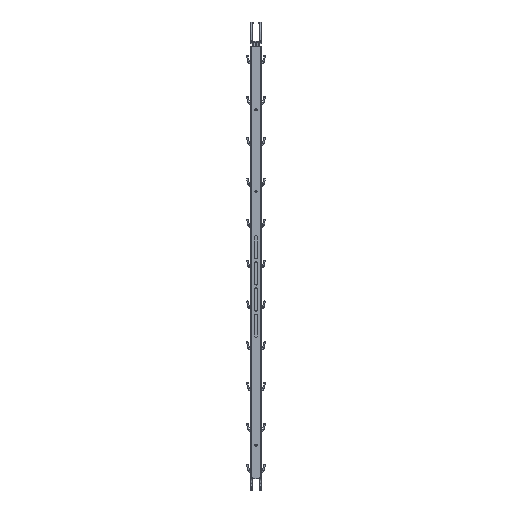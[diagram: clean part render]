
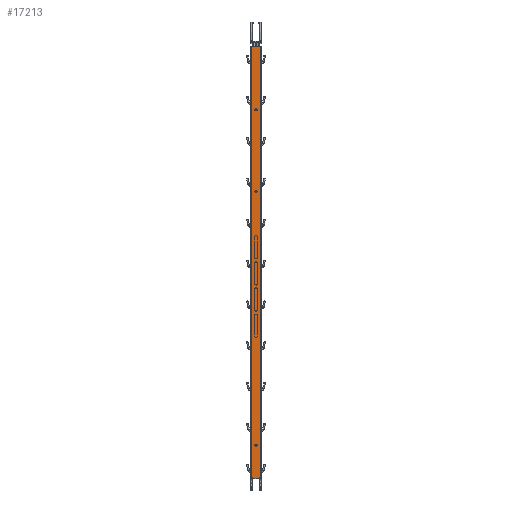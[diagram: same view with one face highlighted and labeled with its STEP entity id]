
A CAD part, front view. The second image highlights one B-rep face of the part: STEP entity #17213.
In plain terms, the highlighted planar face has unit normal (0, -1, 0).
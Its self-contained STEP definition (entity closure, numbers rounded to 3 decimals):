
#1470=FACE_OUTER_BOUND('',#2581,.T.);
#2581=EDGE_LOOP('',(#11825,#11826,#11827,#11828,#11829,#11830,#11831,#11832));
#5117=LINE('',#25671,#6213);
#5121=LINE('',#25678,#6217);
#5190=LINE('',#25927,#6286);
#5191=LINE('',#25930,#6287);
#5192=LINE('',#25932,#6288);
#5193=LINE('',#25934,#6289);
#5194=LINE('',#25935,#6290);
#5195=LINE('',#25936,#6291);
#6213=VECTOR('',#20469,1.);
#6217=VECTOR('',#20475,1.);
#6286=VECTOR('',#20674,1.);
#6287=VECTOR('',#20677,1.);
#6288=VECTOR('',#20678,1.);
#6289=VECTOR('',#20679,1.);
#6290=VECTOR('',#20680,1.);
#6291=VECTOR('',#20681,1.);
#7283=VERTEX_POINT('',#25552);
#7290=VERTEX_POINT('',#25576);
#7312=VERTEX_POINT('',#25669);
#7360=VERTEX_POINT('',#25792);
#7421=VERTEX_POINT('',#25925);
#7422=VERTEX_POINT('',#25929);
#7423=VERTEX_POINT('',#25931);
#7424=VERTEX_POINT('',#25933);
#8976=EDGE_CURVE('',#7312,#7283,#5117,.T.);
#8980=EDGE_CURVE('',#7283,#7290,#5121,.T.);
#9103=EDGE_CURVE('',#7421,#7312,#5190,.T.);
#9104=EDGE_CURVE('',#7422,#7290,#5191,.T.);
#9105=EDGE_CURVE('',#7421,#7423,#5192,.T.);
#9106=EDGE_CURVE('',#7423,#7424,#5193,.T.);
#9107=EDGE_CURVE('',#7360,#7424,#5194,.T.);
#9108=EDGE_CURVE('',#7360,#7422,#5195,.T.);
#11825=ORIENTED_EDGE('',*,*,#9104,.T.);
#11826=ORIENTED_EDGE('',*,*,#8980,.F.);
#11827=ORIENTED_EDGE('',*,*,#8976,.F.);
#11828=ORIENTED_EDGE('',*,*,#9103,.F.);
#11829=ORIENTED_EDGE('',*,*,#9105,.T.);
#11830=ORIENTED_EDGE('',*,*,#9106,.T.);
#11831=ORIENTED_EDGE('',*,*,#9107,.F.);
#11832=ORIENTED_EDGE('',*,*,#9108,.T.);
#16827=PLANE('',#18396);
#17213=ADVANCED_FACE('',(#1470),#16827,.T.);
#18396=AXIS2_PLACEMENT_3D('',#25928,#20675,#20676);
#20469=DIRECTION('',(-1.,0.,0.));
#20475=DIRECTION('',(0.,0.,-1.));
#20674=DIRECTION('',(0.,0.,-1.));
#20675=DIRECTION('center_axis',(0.,-1.,0.));
#20676=DIRECTION('ref_axis',(1.,0.,0.));
#20677=DIRECTION('',(1.,0.,0.));
#20678=DIRECTION('',(-1.,0.,0.));
#20679=DIRECTION('',(0.,0.,-1.));
#20680=DIRECTION('',(-1.,0.,0.));
#20681=DIRECTION('',(0.,0.,-1.));
#25552=CARTESIAN_POINT('',(8.25,1.2,64.7));
#25576=CARTESIAN_POINT('',(8.25,1.2,61.7));
#25669=CARTESIAN_POINT('',(10.4,1.2,64.7));
#25671=CARTESIAN_POINT('',(10.4,1.2,64.7));
#25678=CARTESIAN_POINT('',(8.25,1.2,64.7));
#25792=CARTESIAN_POINT('',(-8.25,1.2,64.7));
#25925=CARTESIAN_POINT('',(10.4,1.2,1119.7));
#25927=CARTESIAN_POINT('',(10.4,1.2,1119.7));
#25928=CARTESIAN_POINT('Origin',(-10.4,1.2,61.7));
#25929=CARTESIAN_POINT('',(-8.25,1.2,61.7));
#25930=CARTESIAN_POINT('',(-8.25,1.2,61.7));
#25931=CARTESIAN_POINT('',(-10.4,1.2,1119.7));
#25932=CARTESIAN_POINT('',(10.4,1.2,1119.7));
#25933=CARTESIAN_POINT('',(-10.4,1.2,64.7));
#25934=CARTESIAN_POINT('',(-10.4,1.2,1119.7));
#25935=CARTESIAN_POINT('',(-8.25,1.2,64.7));
#25936=CARTESIAN_POINT('',(-8.25,1.2,64.7));
